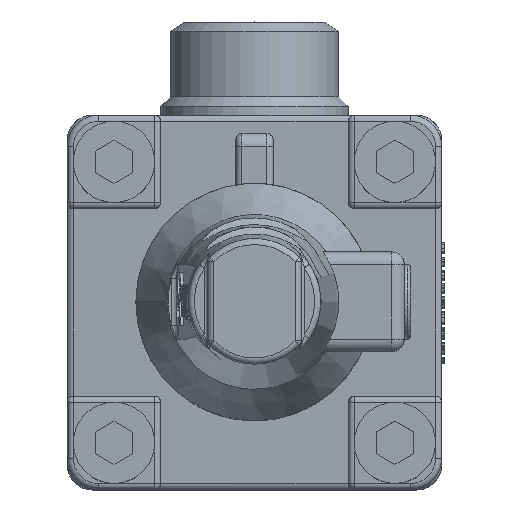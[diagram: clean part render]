
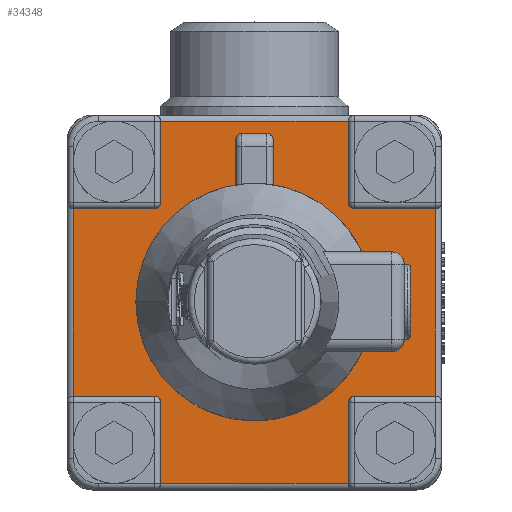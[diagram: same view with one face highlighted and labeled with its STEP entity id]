
A CAD part, top view. The second image highlights one B-rep face of the part: STEP entity #34348.
In plain terms, the highlighted planar face has unit normal (0, 0, 1).
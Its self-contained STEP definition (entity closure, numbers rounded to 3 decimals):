
#32565=CARTESIAN_POINT('',(17.,-0.,53.));
#32566=VERTEX_POINT('',#32565);
#32576=CARTESIAN_POINT('',(0.,0.,53.));
#32577=DIRECTION('',(-0.,-0.,-1.));
#32578=DIRECTION('',(1.,0.,-0.));
#32579=AXIS2_PLACEMENT_3D('',#32576,#32577,#32578);
#32580=CIRCLE('',#32579,17.);
#32581=EDGE_CURVE('',#32566,#32566,#32580,.T.);
#32599=CARTESIAN_POINT('',(-15.,-29.,53.));
#32600=VERTEX_POINT('',#32599);
#32729=CARTESIAN_POINT('',(-16.,-15.,53.));
#32730=VERTEX_POINT('',#32729);
#32731=CARTESIAN_POINT('',(-15.,-16.,53.));
#32732=VERTEX_POINT('',#32731);
#32733=CARTESIAN_POINT('',(-16.,-16.,53.));
#32734=DIRECTION('',(-0.,-0.,-1.));
#32735=DIRECTION('',(1.,0.,-0.));
#32736=AXIS2_PLACEMENT_3D('',#32733,#32734,#32735);
#32737=CIRCLE('',#32736,1.);
#32738=EDGE_CURVE('',#32730,#32732,#32737,.T.);
#32951=CARTESIAN_POINT('',(-29.,-15.,53.));
#32952=VERTEX_POINT('',#32951);
#32983=CARTESIAN_POINT('',(-29.,15.,53.));
#32984=VERTEX_POINT('',#32983);
#32985=CARTESIAN_POINT('',(-29.,15.,53.));
#32986=DIRECTION('',(0.,-1.,0.));
#32987=VECTOR('',#32986,30.);
#32988=LINE('',#32985,#32987);
#32989=EDGE_CURVE('',#32984,#32952,#32988,.T.);
#33135=CARTESIAN_POINT('',(-15.,16.,53.));
#33136=VERTEX_POINT('',#33135);
#33137=CARTESIAN_POINT('',(-16.,15.,53.));
#33138=VERTEX_POINT('',#33137);
#33139=CARTESIAN_POINT('',(-16.,16.,53.));
#33140=DIRECTION('',(-0.,-0.,-1.));
#33141=DIRECTION('',(1.,0.,-0.));
#33142=AXIS2_PLACEMENT_3D('',#33139,#33140,#33141);
#33143=CIRCLE('',#33142,1.);
#33144=EDGE_CURVE('',#33136,#33138,#33143,.T.);
#33348=CARTESIAN_POINT('',(-15.,29.,53.));
#33349=VERTEX_POINT('',#33348);
#33380=CARTESIAN_POINT('',(15.,29.,53.));
#33381=VERTEX_POINT('',#33380);
#33382=CARTESIAN_POINT('',(15.,29.,53.));
#33383=DIRECTION('',(-1.,0.,0.));
#33384=VECTOR('',#33383,30.);
#33385=LINE('',#33382,#33384);
#33386=EDGE_CURVE('',#33381,#33349,#33385,.T.);
#33523=CARTESIAN_POINT('',(16.,15.,53.));
#33524=VERTEX_POINT('',#33523);
#33525=CARTESIAN_POINT('',(15.,16.,53.));
#33526=VERTEX_POINT('',#33525);
#33527=CARTESIAN_POINT('',(16.,16.,53.));
#33528=DIRECTION('',(-0.,-0.,-1.));
#33529=DIRECTION('',(1.,0.,-0.));
#33530=AXIS2_PLACEMENT_3D('',#33527,#33528,#33529);
#33531=CIRCLE('',#33530,1.);
#33532=EDGE_CURVE('',#33524,#33526,#33531,.T.);
#33620=CARTESIAN_POINT('',(29.,15.,53.));
#33621=VERTEX_POINT('',#33620);
#33759=CARTESIAN_POINT('',(29.,-15.,53.));
#33760=VERTEX_POINT('',#33759);
#33761=CARTESIAN_POINT('',(29.,-15.,53.));
#33762=DIRECTION('',(-0.,1.,-0.));
#33763=VECTOR('',#33762,30.);
#33764=LINE('',#33761,#33763);
#33765=EDGE_CURVE('',#33760,#33621,#33764,.T.);
#33902=CARTESIAN_POINT('',(15.,-16.,53.));
#33903=VERTEX_POINT('',#33902);
#33904=CARTESIAN_POINT('',(16.,-15.,53.));
#33905=VERTEX_POINT('',#33904);
#33906=CARTESIAN_POINT('',(16.,-16.,53.));
#33907=DIRECTION('',(-0.,-0.,-1.));
#33908=DIRECTION('',(1.,0.,-0.));
#33909=AXIS2_PLACEMENT_3D('',#33906,#33907,#33908);
#33910=CIRCLE('',#33909,1.);
#33911=EDGE_CURVE('',#33903,#33905,#33910,.T.);
#34086=CARTESIAN_POINT('',(15.,-29.,53.));
#34087=VERTEX_POINT('',#34086);
#34166=CARTESIAN_POINT('',(-15.,-29.,53.));
#34167=DIRECTION('',(1.,-0.,-0.));
#34168=VECTOR('',#34167,30.);
#34169=LINE('',#34166,#34168);
#34170=EDGE_CURVE('',#32600,#34087,#34169,.T.);
#34282=CARTESIAN_POINT('',(0.,0.,53.));
#34283=DIRECTION('',(0.,0.,1.));
#34284=DIRECTION('',(-1.,0.,0.));
#34285=AXIS2_PLACEMENT_3D('',#34282,#34283,#34284);
#34286=PLANE('',#34285);
#34287=ORIENTED_EDGE('',*,*,#32581,.T.);
#34288=EDGE_LOOP('',(#34287));
#34289=FACE_BOUND('',#34288,.T.);
#34290=CARTESIAN_POINT('',(-29.,15.,53.));
#34291=DIRECTION('',(1.,0.,-0.));
#34292=VECTOR('',#34291,13.);
#34293=LINE('',#34290,#34292);
#34294=EDGE_CURVE('',#32984,#33138,#34293,.T.);
#34295=ORIENTED_EDGE('',*,*,#34294,.F.);
#34296=ORIENTED_EDGE('',*,*,#32989,.T.);
#34297=CARTESIAN_POINT('',(-16.,-15.,53.));
#34298=DIRECTION('',(-1.,0.,0.));
#34299=VECTOR('',#34298,13.);
#34300=LINE('',#34297,#34299);
#34301=EDGE_CURVE('',#32730,#32952,#34300,.T.);
#34302=ORIENTED_EDGE('',*,*,#34301,.F.);
#34303=ORIENTED_EDGE('',*,*,#32738,.T.);
#34304=CARTESIAN_POINT('',(-15.,-29.,53.));
#34305=DIRECTION('',(0.,1.,0.));
#34306=VECTOR('',#34305,13.);
#34307=LINE('',#34304,#34306);
#34308=EDGE_CURVE('',#32600,#32732,#34307,.T.);
#34309=ORIENTED_EDGE('',*,*,#34308,.F.);
#34310=ORIENTED_EDGE('',*,*,#34170,.T.);
#34311=CARTESIAN_POINT('',(15.,-16.,53.));
#34312=DIRECTION('',(-0.,-1.,-0.));
#34313=VECTOR('',#34312,13.);
#34314=LINE('',#34311,#34313);
#34315=EDGE_CURVE('',#33903,#34087,#34314,.T.);
#34316=ORIENTED_EDGE('',*,*,#34315,.F.);
#34317=ORIENTED_EDGE('',*,*,#33911,.T.);
#34318=CARTESIAN_POINT('',(29.,-15.,53.));
#34319=DIRECTION('',(-1.,0.,0.));
#34320=VECTOR('',#34319,13.);
#34321=LINE('',#34318,#34320);
#34322=EDGE_CURVE('',#33760,#33905,#34321,.T.);
#34323=ORIENTED_EDGE('',*,*,#34322,.F.);
#34324=ORIENTED_EDGE('',*,*,#33765,.T.);
#34325=CARTESIAN_POINT('',(16.,15.,53.));
#34326=DIRECTION('',(1.,0.,-0.));
#34327=VECTOR('',#34326,13.);
#34328=LINE('',#34325,#34327);
#34329=EDGE_CURVE('',#33524,#33621,#34328,.T.);
#34330=ORIENTED_EDGE('',*,*,#34329,.F.);
#34331=ORIENTED_EDGE('',*,*,#33532,.T.);
#34332=CARTESIAN_POINT('',(15.,29.,53.));
#34333=DIRECTION('',(-0.,-1.,-0.));
#34334=VECTOR('',#34333,13.);
#34335=LINE('',#34332,#34334);
#34336=EDGE_CURVE('',#33381,#33526,#34335,.T.);
#34337=ORIENTED_EDGE('',*,*,#34336,.F.);
#34338=ORIENTED_EDGE('',*,*,#33386,.T.);
#34339=CARTESIAN_POINT('',(-15.,16.,53.));
#34340=DIRECTION('',(0.,1.,0.));
#34341=VECTOR('',#34340,13.);
#34342=LINE('',#34339,#34341);
#34343=EDGE_CURVE('',#33136,#33349,#34342,.T.);
#34344=ORIENTED_EDGE('',*,*,#34343,.F.);
#34345=ORIENTED_EDGE('',*,*,#33144,.T.);
#34346=EDGE_LOOP('',(#34295,#34296,#34302,#34303,#34309,#34310,#34316,#34317,#34323,#34324,#34330,#34331,#34337,#34338,#34344,#34345));
#34347=FACE_BOUND('',#34346,.T.);
#34348=ADVANCED_FACE('',(#34289,#34347),#34286,.T.);
